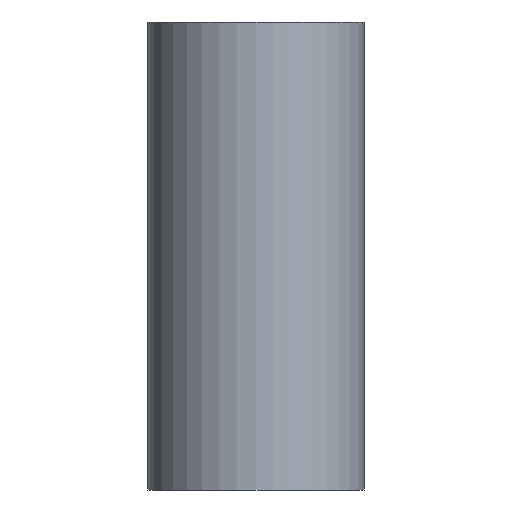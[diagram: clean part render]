
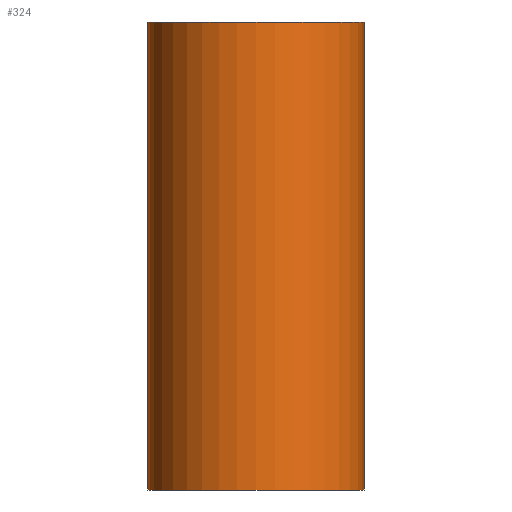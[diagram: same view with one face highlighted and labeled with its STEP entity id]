
A CAD part, left-side view. The second image highlights one B-rep face of the part: STEP entity #324.
In plain terms, the highlighted cylindrical face has radius 12.7 mm (diameter 25.4 mm), a full revolution.
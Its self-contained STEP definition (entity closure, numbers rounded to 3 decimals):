
#210=CARTESIAN_POINT('',(0.0,0.0,-55.0));
#211=DIRECTION('',(0.0,0.0,1.0));
#212=DIRECTION('',(-1.0,0.0,0.0));
#213=AXIS2_PLACEMENT_3D('',#210,#211,#212);
#214=CYLINDRICAL_SURFACE('',#213,12.7);
#215=CARTESIAN_POINT('',(12.7,0.,-55.0));
#216=VERTEX_POINT('',#215);
#217=CARTESIAN_POINT('',(0.0,0.0,-55.0));
#218=DIRECTION('',(0.0,0.0,-1.0));
#219=DIRECTION('',(-1.0,0.0,0.0));
#220=AXIS2_PLACEMENT_3D('',#217,#218,#219);
#221=CIRCLE('',#220,12.7);
#222=EDGE_CURVE('',#216,#216,#221,.T.);
#223=ORIENTED_EDGE('',*,*,#222,.F.);
#224=EDGE_LOOP('',(#223));
#225=FACE_OUTER_BOUND('',#224,.T.);
#226=CARTESIAN_POINT('',(0.,-12.7,0.));
#227=VERTEX_POINT('',#226);
#228=CARTESIAN_POINT('',(0.,12.7,0.));
#229=VERTEX_POINT('',#228);
#230=CARTESIAN_POINT('',(0.,-12.7,0.));
#231=CARTESIAN_POINT('',(0.,-12.7,-0.052));
#232=CARTESIAN_POINT('',(0.,-12.7,-0.104));
#233=CARTESIAN_POINT('',(0.,-12.7,-0.155));
#234=CARTESIAN_POINT('',(0.01,-12.7,-3.774));
#235=CARTESIAN_POINT('',(0.377,-12.707,-7.121));
#236=CARTESIAN_POINT('',(0.937,-12.665,-10.155));
#237=CARTESIAN_POINT('',(1.155,-12.649,-11.334));
#238=CARTESIAN_POINT('',(1.402,-12.625,-12.466));
#239=CARTESIAN_POINT('',(1.669,-12.59,-13.548));
#240=CARTESIAN_POINT('',(1.885,-12.561,-14.426));
#241=CARTESIAN_POINT('',(2.113,-12.525,-15.268));
#242=CARTESIAN_POINT('',(2.356,-12.48,-16.098));
#243=CARTESIAN_POINT('',(3.353,-12.291,-19.503));
#244=CARTESIAN_POINT('',(4.578,-11.935,-22.613));
#245=CARTESIAN_POINT('',(5.869,-11.263,-25.408));
#246=CARTESIAN_POINT('',(6.16,-11.111,-26.039));
#247=CARTESIAN_POINT('',(6.455,-10.942,-26.654));
#248=CARTESIAN_POINT('',(6.746,-10.76,-27.24));
#249=CARTESIAN_POINT('',(7.32,-10.4,-28.399));
#250=CARTESIAN_POINT('',(7.882,-9.984,-29.461));
#251=CARTESIAN_POINT('',(8.417,-9.51,-30.429));
#252=CARTESIAN_POINT('',(8.651,-9.303,-30.851));
#253=CARTESIAN_POINT('',(8.879,-9.086,-31.255));
#254=CARTESIAN_POINT('',(9.101,-8.857,-31.641));
#255=CARTESIAN_POINT('',(9.295,-8.659,-31.977));
#256=CARTESIAN_POINT('',(9.485,-8.451,-32.302));
#257=CARTESIAN_POINT('',(9.675,-8.228,-32.622));
#258=CARTESIAN_POINT('',(10.158,-7.659,-33.437));
#259=CARTESIAN_POINT('',(10.63,-7.003,-34.202));
#260=CARTESIAN_POINT('',(11.057,-6.247,-34.875));
#261=CARTESIAN_POINT('',(11.21,-5.977,-35.116));
#262=CARTESIAN_POINT('',(11.354,-5.699,-35.341));
#263=CARTESIAN_POINT('',(11.487,-5.416,-35.547));
#264=CARTESIAN_POINT('',(11.818,-4.715,-36.058));
#265=CARTESIAN_POINT('',(12.084,-3.985,-36.459));
#266=CARTESIAN_POINT('',(12.281,-3.235,-36.755));
#267=CARTESIAN_POINT('',(12.414,-2.729,-36.954));
#268=CARTESIAN_POINT('',(12.518,-2.21,-37.108));
#269=CARTESIAN_POINT('',(12.589,-1.675,-37.213));
#270=CARTESIAN_POINT('',(12.681,-0.985,-37.348));
#271=CARTESIAN_POINT('',(12.717,-0.266,-37.401));
#272=CARTESIAN_POINT('',(12.692,0.441,-37.365));
#273=CARTESIAN_POINT('',(12.667,1.159,-37.328));
#274=CARTESIAN_POINT('',(12.58,1.874,-37.2));
#275=CARTESIAN_POINT('',(12.442,2.549,-36.994));
#276=CARTESIAN_POINT('',(12.34,3.044,-36.844));
#277=CARTESIAN_POINT('',(12.212,3.52,-36.652));
#278=CARTESIAN_POINT('',(12.062,3.975,-36.425));
#279=CARTESIAN_POINT('',(11.926,4.388,-36.22));
#280=CARTESIAN_POINT('',(11.771,4.788,-35.984));
#281=CARTESIAN_POINT('',(11.595,5.181,-35.714));
#282=CARTESIAN_POINT('',(11.301,5.838,-35.261));
#283=CARTESIAN_POINT('',(10.952,6.47,-34.715));
#284=CARTESIAN_POINT('',(10.553,7.065,-34.072));
#285=CARTESIAN_POINT('',(10.199,7.594,-33.5));
#286=CARTESIAN_POINT('',(9.807,8.093,-32.853));
#287=CARTESIAN_POINT('',(9.388,8.553,-32.135));
#288=CARTESIAN_POINT('',(8.865,9.127,-31.24));
#289=CARTESIAN_POINT('',(8.297,9.644,-30.231));
#290=CARTESIAN_POINT('',(7.7,10.1,-29.103));
#291=CARTESIAN_POINT('',(7.347,10.369,-28.435));
#292=CARTESIAN_POINT('',(6.982,10.617,-27.722));
#293=CARTESIAN_POINT('',(6.62,10.838,-26.985));
#294=CARTESIAN_POINT('',(5.75,11.37,-25.212));
#295=CARTESIAN_POINT('',(4.886,11.753,-23.278));
#296=CARTESIAN_POINT('',(4.081,12.027,-21.187));
#297=CARTESIAN_POINT('',(3.648,12.173,-20.064));
#298=CARTESIAN_POINT('',(3.232,12.288,-18.896));
#299=CARTESIAN_POINT('',(2.842,12.378,-17.682));
#300=CARTESIAN_POINT('',(2.482,12.461,-16.562));
#301=CARTESIAN_POINT('',(2.141,12.522,-15.396));
#302=CARTESIAN_POINT('',(1.828,12.568,-14.179));
#303=CARTESIAN_POINT('',(1.049,12.681,-11.159));
#304=CARTESIAN_POINT('',(0.442,12.695,-7.842));
#305=CARTESIAN_POINT('',(0.165,12.699,-4.261));
#306=CARTESIAN_POINT('',(0.062,12.7,-2.928));
#307=CARTESIAN_POINT('',(0.004,12.7,-1.559));
#308=CARTESIAN_POINT('',(0.,12.7,-0.155));
#309=CARTESIAN_POINT('',(0.,12.7,-0.104));
#310=CARTESIAN_POINT('',(0.,12.7,-0.052));
#311=CARTESIAN_POINT('',(0.,12.7,0.));
#312=B_SPLINE_CURVE_WITH_KNOTS('',3,(#230,#231,#232,#233,#234,#235,#236,#237,#238,#239,#240,#241,#242,#243,#244,#245,#246,#247,#248,#249,#250,#251,#252,#253,#254,#255,#256,#257,#258,#259,#260,#261,#262,#263,#264,#265,#266,#267,#268,#269,#270,#271,#272,#273,#274,#275,#276,#277,#278,#279,#280,#281,#282,#283,#284,#285,#286,#287,#288,#289,#290,#291,#292,#293,#294,#295,#296,#297,#298,#299,#300,#301,#302,#303,#304,#305,#306,#307,#308,#309,#310,#311),.UNSPECIFIED.,.F.,.U.,(4,3,3,3,3,3,3,3,3,3,3,3,3,3,3,3,3,3,3,3,3,3,3,3,3,3,3,4),(-14.456,-14.439,-13.24,-12.775,-12.397,-10.847,-10.497,-9.805,-9.503,-9.24,-8.571,-8.331,-7.737,-7.335,-6.817,-6.291,-5.907,-5.558,-4.974,-4.456,-3.809,-3.426,-2.504,-2.009,-1.553,-0.421,0.0,0.016),.UNSPECIFIED.);
#313=EDGE_CURVE('',#227,#229,#312,.T.);
#314=ORIENTED_EDGE('',*,*,#313,.F.);
#315=CARTESIAN_POINT('',(0.0,0.0,0.0));
#316=DIRECTION('',(0.0,0.0,-1.0));
#317=DIRECTION('',(-1.0,0.0,0.0));
#318=AXIS2_PLACEMENT_3D('',#315,#316,#317);
#319=CIRCLE('',#318,12.7);
#320=EDGE_CURVE('',#227,#229,#319,.T.);
#321=ORIENTED_EDGE('',*,*,#320,.T.);
#322=EDGE_LOOP('',(#314,#321));
#323=FACE_BOUND('',#322,.T.);
#324=ADVANCED_FACE('',(#225,#323),#214,.T.);
